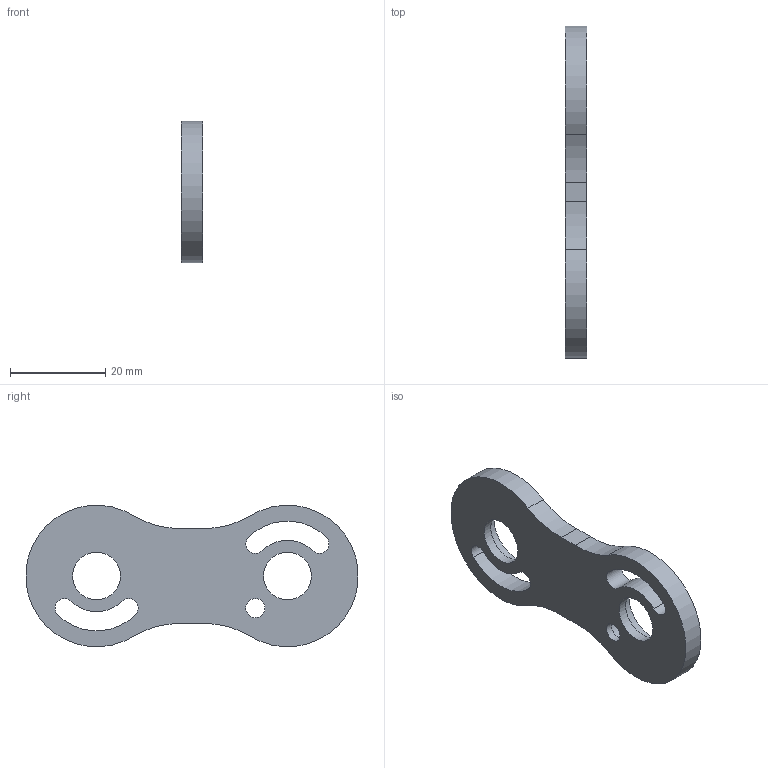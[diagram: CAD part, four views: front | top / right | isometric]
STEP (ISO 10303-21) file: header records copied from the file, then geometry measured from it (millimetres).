
FILE_DESCRIPTION(('FreeCAD Model'),'2;1');
FILE_NAME( 'S1-L.step', '2016-01-03T07:30:39',('Author'),(''), 'Open CASCADE STEP processor 6.8','FreeCAD','Unknown');
FILE_SCHEMA(('AUTOMOTIVE_DESIGN_CC2 { 1 2 10303 214 -1 1 5 4 }'));
Length unit declared in the file: millimetre
Products named in the file (1): Clone_of_S2_Base
Bounding box: 4.5 x 69.57 x 29.64 mm (x, y, z)
Volume: 5699.1 mm3; surface area: 4258.9 mm2
Topology: 1 solids, 1 shells, 27 faces, 66 edges, 44 vertices
Faces by surface type: cylinder 20, plane 7
Full cylindrical faces by diameter (mm): 4 x1, 6.02 x1, 10 x2, 13.01 x2
Entity records: 1830 total; most frequent: CARTESIAN_POINT 492, DIRECTION 257, ORIENTED_EDGE 132, PCURVE 132, DEFINITIONAL_REPRESENTATION 132, LINE 118, VECTOR 118, AXIS2_PLACEMENT_3D 68
